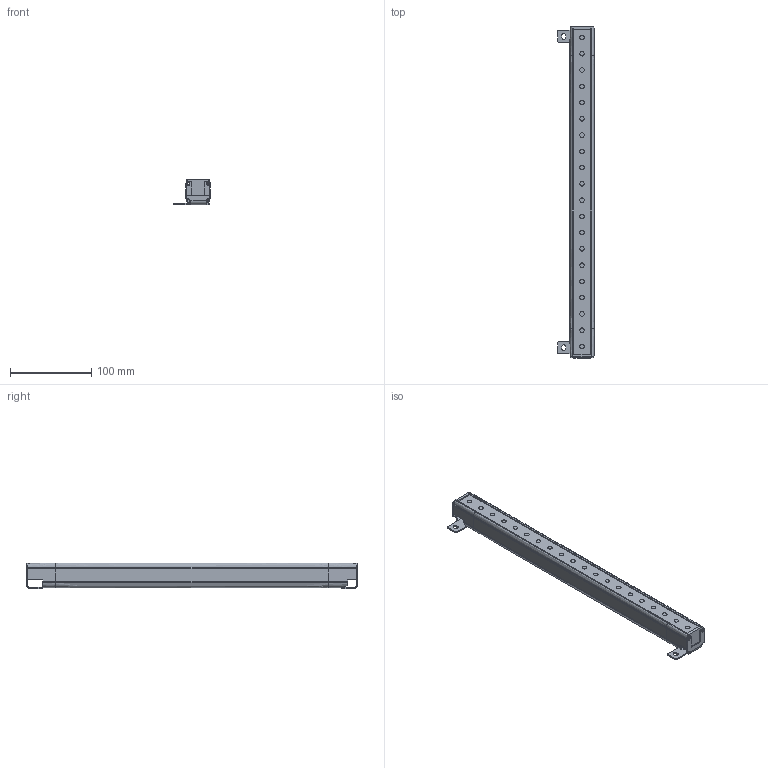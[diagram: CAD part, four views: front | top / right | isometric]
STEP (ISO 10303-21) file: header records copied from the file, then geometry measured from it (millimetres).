
FILE_DESCRIPTION((''),'2;1');
FILE_NAME('ADMI1744A61BRAJ6_ASM','2019-03-01T',('Gavin'),(''),'PRO/ENGINEER BY PARAMETRIC TECHNOLOGY CORPORATION, 2009440','PRO/ENGINEER BY PARAMETRIC TECHNOLOGY CORPORATION, 2009440','');
FILE_SCHEMA(('CONFIG_CONTROL_DESIGN'));
Length unit declared in the file: millimetre
Products named in the file (7): MANIFOLD_SOLID_BREP_108; MANIFOLD_SOLID_BREP_111; MANIFOLD_SOLID_BREP_112; MANIFOLD_SOLID_BREP_109; MANIFOLD_SOLID_BREP_110; MANIFOLD_SOLID_BREP_113; ADMI1744A61BRAJ6_ASM
Assembly tree (6 placements, depth 2):
  ADMI1744A61BRAJ6_ASM
    MANIFOLD_SOLID_BREP_108
    MANIFOLD_SOLID_BREP_111
    MANIFOLD_SOLID_BREP_112
    MANIFOLD_SOLID_BREP_109
    MANIFOLD_SOLID_BREP_110
    MANIFOLD_SOLID_BREP_113
Bounding box: 44.89 x 408.4 x 31.39 mm (x, y, z)
Volume: 126175 mm3; surface area: 136856 mm2
Topology: 6 solids, 6 shells, 520 faces, 1487 edges, 990 vertices
Faces by surface type: plane 276, cylinder 190, cone 32, bspline 14, extrusion 8
Entity records: 18167 total; most frequent: CARTESIAN_POINT 4192, ORIENTED_EDGE 2952, DIRECTION 2832, EDGE_CURVE 1476, VERTEX_POINT 990, VECTOR 950, LINE 942, AXIS2_PLACEMENT_3D 941
